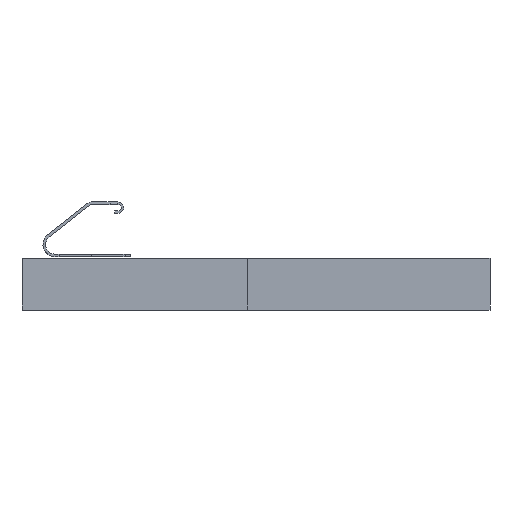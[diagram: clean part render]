
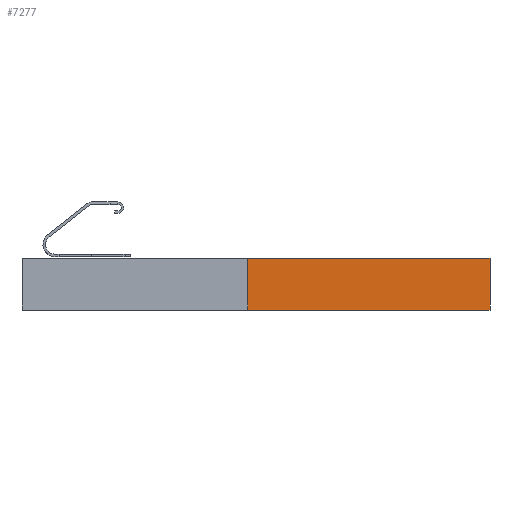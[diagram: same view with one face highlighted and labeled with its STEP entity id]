
A CAD part, front view. The second image highlights one B-rep face of the part: STEP entity #7277.
In plain terms, the highlighted planar face has unit normal (0, -1, 0).
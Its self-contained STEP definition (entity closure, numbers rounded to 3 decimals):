
#3771 = PLANE('',#3772);
#3772 = AXIS2_PLACEMENT_3D('',#3773,#3774,#3775);
#3773 = CARTESIAN_POINT('',(-1.543,0.,1.6));
#3774 = DIRECTION('',(0.,0.,1.));
#3775 = DIRECTION('',(1.,0.,0.));
#3825 = PLANE('',#3826);
#3826 = AXIS2_PLACEMENT_3D('',#3827,#3828,#3829);
#3827 = CARTESIAN_POINT('',(-1.543,0.,0.));
#3828 = DIRECTION('',(0.,0.,1.));
#3829 = DIRECTION('',(1.,0.,0.));
#4018 = VERTEX_POINT('',#4019);
#4019 = CARTESIAN_POINT('',(-0.25,-33.5,0.));
#4033 = PLANE('',#4034);
#4034 = AXIS2_PLACEMENT_3D('',#4035,#4036,#4037);
#4035 = CARTESIAN_POINT('',(-0.25,-62.,0.));
#4036 = DIRECTION('',(-1.,0.,0.));
#4037 = DIRECTION('',(0.,1.,0.));
#4045 = EDGE_CURVE('',#4018,#4046,#4048,.T.);
#4046 = VERTEX_POINT('',#4047);
#4047 = CARTESIAN_POINT('',(7.25,-33.5,0.));
#4048 = SURFACE_CURVE('',#4049,(#4053,#4060),.PCURVE_S1.);
#4049 = LINE('',#4050,#4051);
#4050 = CARTESIAN_POINT('',(-0.25,-33.5,0.));
#4051 = VECTOR('',#4052,1.);
#4052 = DIRECTION('',(1.,0.,0.));
#4053 = PCURVE('',#3825,#4054);
#4054 = DEFINITIONAL_REPRESENTATION('',(#4055),#4059);
#4055 = LINE('',#4056,#4057);
#4056 = CARTESIAN_POINT('',(1.293,-33.5));
#4057 = VECTOR('',#4058,1.);
#4058 = DIRECTION('',(1.,0.));
#4059 = ( GEOMETRIC_REPRESENTATION_CONTEXT(2) 
PARAMETRIC_REPRESENTATION_CONTEXT() REPRESENTATION_CONTEXT('2D SPACE',''
  ) );
#4060 = PCURVE('',#4061,#4066);
#4061 = PLANE('',#4062);
#4062 = AXIS2_PLACEMENT_3D('',#4063,#4064,#4065);
#4063 = CARTESIAN_POINT('',(-0.25,-33.5,0.));
#4064 = DIRECTION('',(0.,1.,0.));
#4065 = DIRECTION('',(1.,0.,0.));
#4066 = DEFINITIONAL_REPRESENTATION('',(#4067),#4071);
#4067 = LINE('',#4068,#4069);
#4068 = CARTESIAN_POINT('',(0.,0.));
#4069 = VECTOR('',#4070,1.);
#4070 = DIRECTION('',(1.,0.));
#4071 = ( GEOMETRIC_REPRESENTATION_CONTEXT(2) 
PARAMETRIC_REPRESENTATION_CONTEXT() REPRESENTATION_CONTEXT('2D SPACE',''
  ) );
#4089 = PLANE('',#4090);
#4090 = AXIS2_PLACEMENT_3D('',#4091,#4092,#4093);
#4091 = CARTESIAN_POINT('',(7.25,-33.5,0.));
#4092 = DIRECTION('',(-1.,0.,0.));
#4093 = DIRECTION('',(0.,1.,0.));
#5730 = VERTEX_POINT('',#5731);
#5731 = CARTESIAN_POINT('',(-0.25,-33.5,1.6));
#5752 = EDGE_CURVE('',#5730,#5753,#5755,.T.);
#5753 = VERTEX_POINT('',#5754);
#5754 = CARTESIAN_POINT('',(7.25,-33.5,1.6));
#5755 = SURFACE_CURVE('',#5756,(#5760,#5767),.PCURVE_S1.);
#5756 = LINE('',#5757,#5758);
#5757 = CARTESIAN_POINT('',(-0.25,-33.5,1.6));
#5758 = VECTOR('',#5759,1.);
#5759 = DIRECTION('',(1.,0.,0.));
#5760 = PCURVE('',#3771,#5761);
#5761 = DEFINITIONAL_REPRESENTATION('',(#5762),#5766);
#5762 = LINE('',#5763,#5764);
#5763 = CARTESIAN_POINT('',(1.293,-33.5));
#5764 = VECTOR('',#5765,1.);
#5765 = DIRECTION('',(1.,0.));
#5766 = ( GEOMETRIC_REPRESENTATION_CONTEXT(2) 
PARAMETRIC_REPRESENTATION_CONTEXT() REPRESENTATION_CONTEXT('2D SPACE',''
  ) );
#5767 = PCURVE('',#4061,#5768);
#5768 = DEFINITIONAL_REPRESENTATION('',(#5769),#5773);
#5769 = LINE('',#5770,#5771);
#5770 = CARTESIAN_POINT('',(0.,-1.6));
#5771 = VECTOR('',#5772,1.);
#5772 = DIRECTION('',(1.,0.));
#5773 = ( GEOMETRIC_REPRESENTATION_CONTEXT(2) 
PARAMETRIC_REPRESENTATION_CONTEXT() REPRESENTATION_CONTEXT('2D SPACE',''
  ) );
#7229 = EDGE_CURVE('',#4018,#5730,#7230,.T.);
#7230 = SURFACE_CURVE('',#7231,(#7235,#7242),.PCURVE_S1.);
#7231 = LINE('',#7232,#7233);
#7232 = CARTESIAN_POINT('',(-0.25,-33.5,0.));
#7233 = VECTOR('',#7234,1.);
#7234 = DIRECTION('',(0.,0.,1.));
#7235 = PCURVE('',#4033,#7236);
#7236 = DEFINITIONAL_REPRESENTATION('',(#7237),#7241);
#7237 = LINE('',#7238,#7239);
#7238 = CARTESIAN_POINT('',(28.5,0.));
#7239 = VECTOR('',#7240,1.);
#7240 = DIRECTION('',(0.,-1.));
#7241 = ( GEOMETRIC_REPRESENTATION_CONTEXT(2) 
PARAMETRIC_REPRESENTATION_CONTEXT() REPRESENTATION_CONTEXT('2D SPACE',''
  ) );
#7242 = PCURVE('',#4061,#7243);
#7243 = DEFINITIONAL_REPRESENTATION('',(#7244),#7248);
#7244 = LINE('',#7245,#7246);
#7245 = CARTESIAN_POINT('',(0.,0.));
#7246 = VECTOR('',#7247,1.);
#7247 = DIRECTION('',(0.,-1.));
#7248 = ( GEOMETRIC_REPRESENTATION_CONTEXT(2) 
PARAMETRIC_REPRESENTATION_CONTEXT() REPRESENTATION_CONTEXT('2D SPACE',''
  ) );
#7254 = EDGE_CURVE('',#4046,#5753,#7255,.T.);
#7255 = SURFACE_CURVE('',#7256,(#7260,#7267),.PCURVE_S1.);
#7256 = LINE('',#7257,#7258);
#7257 = CARTESIAN_POINT('',(7.25,-33.5,0.));
#7258 = VECTOR('',#7259,1.);
#7259 = DIRECTION('',(0.,0.,1.));
#7260 = PCURVE('',#4089,#7261);
#7261 = DEFINITIONAL_REPRESENTATION('',(#7262),#7266);
#7262 = LINE('',#7263,#7264);
#7263 = CARTESIAN_POINT('',(0.,0.));
#7264 = VECTOR('',#7265,1.);
#7265 = DIRECTION('',(0.,-1.));
#7266 = ( GEOMETRIC_REPRESENTATION_CONTEXT(2) 
PARAMETRIC_REPRESENTATION_CONTEXT() REPRESENTATION_CONTEXT('2D SPACE',''
  ) );
#7267 = PCURVE('',#4061,#7268);
#7268 = DEFINITIONAL_REPRESENTATION('',(#7269),#7273);
#7269 = LINE('',#7270,#7271);
#7270 = CARTESIAN_POINT('',(7.5,0.));
#7271 = VECTOR('',#7272,1.);
#7272 = DIRECTION('',(0.,-1.));
#7273 = ( GEOMETRIC_REPRESENTATION_CONTEXT(2) 
PARAMETRIC_REPRESENTATION_CONTEXT() REPRESENTATION_CONTEXT('2D SPACE',''
  ) );
#7277 = ADVANCED_FACE('',(#7278),#4061,.F.);
#7278 = FACE_BOUND('',#7279,.F.);
#7279 = EDGE_LOOP('',(#7280,#7281,#7282,#7283));
#7280 = ORIENTED_EDGE('',*,*,#7229,.T.);
#7281 = ORIENTED_EDGE('',*,*,#5752,.T.);
#7282 = ORIENTED_EDGE('',*,*,#7254,.F.);
#7283 = ORIENTED_EDGE('',*,*,#4045,.F.);
